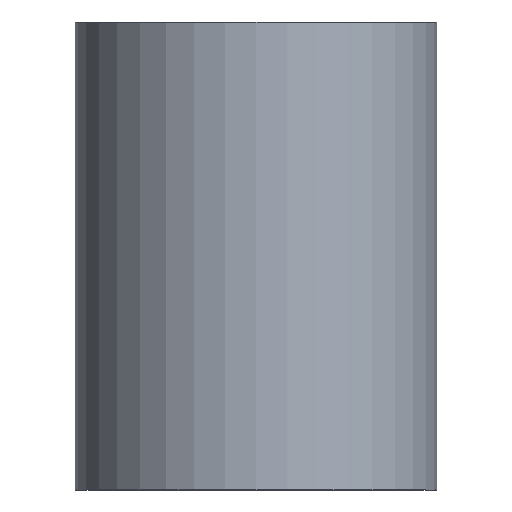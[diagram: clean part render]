
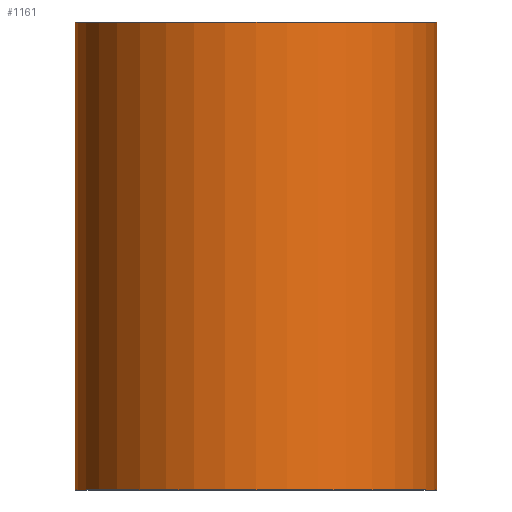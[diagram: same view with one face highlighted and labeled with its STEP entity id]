
A CAD part, front view. The second image highlights one B-rep face of the part: STEP entity #1161.
In plain terms, the highlighted cylindrical face has radius 725 mm (diameter 1450 mm), a full revolution.
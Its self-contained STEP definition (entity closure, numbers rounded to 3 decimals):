
#5 = DIRECTION ( 'NONE',  ( 0., 0., 1. ) ) ;
#117 = DIRECTION ( 'NONE',  ( 1., 0., 0. ) ) ;
#120 = AXIS2_PLACEMENT_3D ( 'NONE', #1606, #1117, #117 ) ;
#277 = DIRECTION ( 'NONE',  ( 1., 0., 0. ) ) ;
#391 = CYLINDRICAL_SURFACE ( 'NONE', #120, 725. ) ;
#399 = DIRECTION ( 'NONE',  ( 0., 0., 1. ) ) ;
#424 = ORIENTED_EDGE ( 'NONE', *, *, #429, .T. ) ;
#429 = EDGE_CURVE ( 'NONE', #1458, #1458, #565, .T. ) ;
#473 = FACE_OUTER_BOUND ( 'NONE', #849, .T. ) ;
#554 = EDGE_LOOP ( 'NONE', ( #718 ) ) ;
#565 = CIRCLE ( 'NONE', #1379, 725. ) ;
#581 = VERTEX_POINT ( 'NONE', #879 ) ;
#620 = DIRECTION ( 'NONE',  ( 1., 0., 0. ) ) ;
#718 = ORIENTED_EDGE ( 'NONE', *, *, #1591, .F. ) ;
#764 = CIRCLE ( 'NONE', #1443, 725. ) ;
#849 = EDGE_LOOP ( 'NONE', ( #424 ) ) ;
#879 = CARTESIAN_POINT ( 'NONE',  ( 725., 0., 1875. ) ) ;
#1006 = CARTESIAN_POINT ( 'NONE',  ( 0., 0., 0. ) ) ;
#1117 = DIRECTION ( 'NONE',  ( 0., 0., 1. ) ) ;
#1161 = ADVANCED_FACE ( 'NONE', ( #473, #1406 ), #391, .T. ) ;
#1379 = AXIS2_PLACEMENT_3D ( 'NONE', #1006, #399, #277 ) ;
#1406 = FACE_OUTER_BOUND ( 'NONE', #554, .T. ) ;
#1433 = CARTESIAN_POINT ( 'NONE',  ( 0., 0., 1875. ) ) ;
#1443 = AXIS2_PLACEMENT_3D ( 'NONE', #1433, #5, #620 ) ;
#1458 = VERTEX_POINT ( 'NONE', #1473 ) ;
#1473 = CARTESIAN_POINT ( 'NONE',  ( 725., 0., 0. ) ) ;
#1591 = EDGE_CURVE ( 'NONE', #581, #581, #764, .T. ) ;
#1606 = CARTESIAN_POINT ( 'NONE',  ( 0., 0., 0. ) ) ;
